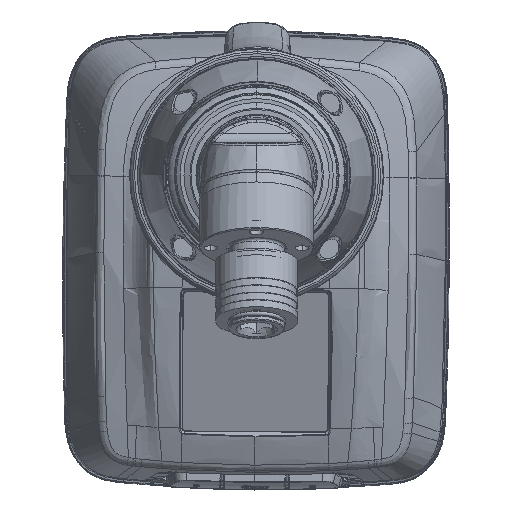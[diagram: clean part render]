
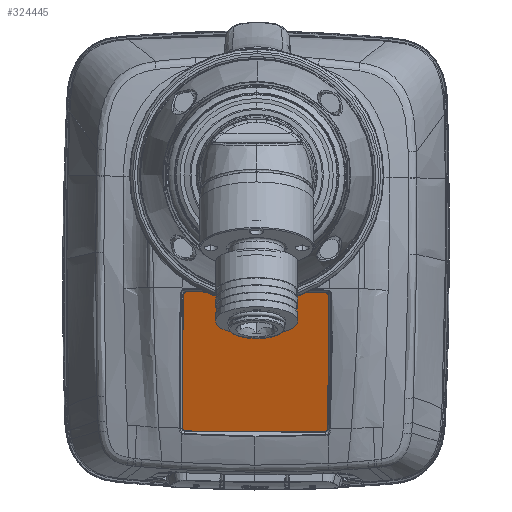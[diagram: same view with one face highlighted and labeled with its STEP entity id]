
A CAD part, top view. The second image highlights one B-rep face of the part: STEP entity #324445.
In plain terms, the highlighted planar face has unit normal (-0.002, -0.292, 0.956).
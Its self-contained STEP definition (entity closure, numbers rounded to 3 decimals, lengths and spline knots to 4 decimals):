
#213992=DIRECTION('',(-0.964,0.254,0.076));
#213993=VECTOR('',#213992,0.0036);
#213994=CARTESIAN_POINT('',(-0.5396,-1.9263,
-9.6757));
#213995=LINE('',#213994,#213993);
#213996=CARTESIAN_POINT('',(-0.5358,-1.9,
-9.6676));
#213997=DIRECTION('',(-0.002,-0.292,0.956));
#213998=DIRECTION('',(-1.,0.006,0.));
#213999=AXIS2_PLACEMENT_3D('',#213996,#213997,#213998);
#214001=DIRECTION('',(0.006,0.956,0.292));
#214002=VECTOR('',#214001,1.0472);
#214003=CARTESIAN_POINT('',(-0.5633,-1.8998,
-9.6676));
#214004=LINE('',#214003,#214002);
#214005=CARTESIAN_POINT('',(-0.5294,-0.8985,
-9.3615));
#214006=DIRECTION('',(-0.002,-0.292,0.956));
#214007=DIRECTION('',(0.006,0.956,0.292));
#214008=AXIS2_PLACEMENT_3D('',#214005,#214006,#214007);
#214010=DIRECTION('',(1.,-0.006,0.));
#214011=VECTOR('',#214010,1.0472);
#214012=CARTESIAN_POINT('',(-0.5292,-0.8721,
-9.3534));
#214013=LINE('',#214012,#214011);
#214014=CARTESIAN_POINT('',(0.5179,-0.9052,
-9.3615));
#214015=DIRECTION('',(-0.002,-0.292,0.956));
#214016=DIRECTION('',(1.,-0.006,0.));
#214017=AXIS2_PLACEMENT_3D('',#214014,#214015,#214016);
#214019=DIRECTION('',(-0.006,-0.956,
-0.292));
#214020=VECTOR('',#214019,1.0472);
#214021=CARTESIAN_POINT('',(0.5454,-0.9054,
-9.3615));
#214022=LINE('',#214021,#214020);
#214023=CARTESIAN_POINT('',(0.5115,-1.9066,
-9.6676));
#214024=DIRECTION('',(-0.002,-0.292,0.956));
#214025=DIRECTION('',(0.253,-0.925,-0.282));
#214026=AXIS2_PLACEMENT_3D('',#214023,#214024,#214025);
#214028=DIRECTION('',(0.967,0.241,0.076));
#214029=VECTOR('',#214028,0.0036);
#214030=CARTESIAN_POINT('',(0.5149,-1.933,
-9.6757));
#214031=LINE('',#214030,#214029);
#214032=DIRECTION('',(-1.,0.006,0.));
#214033=VECTOR('',#214032,1.0545);
#214034=CARTESIAN_POINT('',(0.5149,-1.933,
-9.6757));
#214035=LINE('',#214034,#214033);
#285046=CARTESIAN_POINT('',(-0.5292,-0.8721,
-9.3534));
#285047=CARTESIAN_POINT('',(-0.5569,-0.8983,
-9.3615));
#285048=VERTEX_POINT('',#285046);
#285049=VERTEX_POINT('',#285047);
#285050=CARTESIAN_POINT('',(0.5454,-0.9054,
-9.3615));
#285051=CARTESIAN_POINT('',(0.518,-0.8788,
-9.3534));
#285052=VERTEX_POINT('',#285050);
#285053=VERTEX_POINT('',#285051);
#285054=CARTESIAN_POINT('',(-0.5396,-1.9263,
-9.6757));
#285055=CARTESIAN_POINT('',(-0.5431,-1.9254,
-9.6754));
#285056=VERTEX_POINT('',#285054);
#285057=VERTEX_POINT('',#285055);
#285058=CARTESIAN_POINT('',(-0.5633,-1.8998,
-9.6676));
#285059=VERTEX_POINT('',#285058);
#285060=CARTESIAN_POINT('',(0.5184,-1.9321,
-9.6754));
#285061=CARTESIAN_POINT('',(0.539,-1.9068,
-9.6676));
#285062=VERTEX_POINT('',#285060);
#285063=VERTEX_POINT('',#285061);
#285064=CARTESIAN_POINT('',(0.5149,-1.933,
-9.6757));
#285065=VERTEX_POINT('',#285064);
#324428=CARTESIAN_POINT('',(-0.009,-1.4026,
-9.5146));
#324429=DIRECTION('',(-0.002,-0.292,0.956));
#324430=DIRECTION('',(1.,-0.006,0.));
#324431=AXIS2_PLACEMENT_3D('',#324428,#324429,#324430);
#324432=PLANE('',#324431);
#324433=ORIENTED_EDGE('',*,*,#324409,.T.);
#324434=ORIENTED_EDGE('',*,*,#324422,.F.);
#324435=ORIENTED_EDGE('',*,*,#324296,.T.);
#324436=ORIENTED_EDGE('',*,*,#324311,.F.);
#324437=ORIENTED_EDGE('',*,*,#324325,.T.);
#324438=ORIENTED_EDGE('',*,*,#324339,.F.);
#324439=ORIENTED_EDGE('',*,*,#324353,.T.);
#324440=ORIENTED_EDGE('',*,*,#324367,.F.);
#324441=ORIENTED_EDGE('',*,*,#324381,.F.);
#324442=ORIENTED_EDGE('',*,*,#324395,.T.);
#324443=EDGE_LOOP('',(#324433,#324434,#324435,#324436,#324437,#324438,#324439,
#324440,#324441,#324442));
#324444=FACE_OUTER_BOUND('',#324443,.F.);
#324445=ADVANCED_FACE('',(#324444),#324432,.T.);
#214000=CIRCLE('',#213999,0.0276);
#214009=CIRCLE('',#214008,0.0276);
#214018=CIRCLE('',#214017,0.0276);
#214027=CIRCLE('',#214026,0.0276);
#324296=EDGE_CURVE('',#285059,#285049,#214004,.T.);
#324311=EDGE_CURVE('',#285048,#285049,#214009,.T.);
#324325=EDGE_CURVE('',#285048,#285053,#214013,.T.);
#324339=EDGE_CURVE('',#285052,#285053,#214018,.T.);
#324353=EDGE_CURVE('',#285052,#285063,#214022,.T.);
#324367=EDGE_CURVE('',#285062,#285063,#214027,.T.);
#324381=EDGE_CURVE('',#285065,#285062,#214031,.T.);
#324395=EDGE_CURVE('',#285065,#285056,#214035,.T.);
#324409=EDGE_CURVE('',#285056,#285057,#213995,.T.);
#324422=EDGE_CURVE('',#285059,#285057,#214000,.T.);
